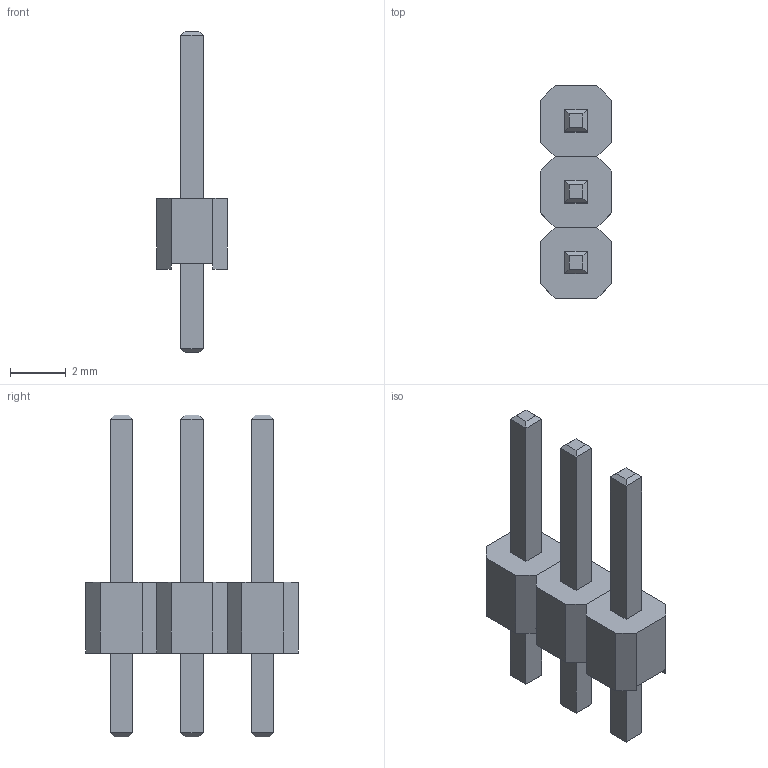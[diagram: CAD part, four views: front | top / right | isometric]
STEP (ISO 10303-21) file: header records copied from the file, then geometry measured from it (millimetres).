
FILE_DESCRIPTION(('FreeCAD Model'),'2;1');
FILE_NAME( '1x03.stp', '2014-10-21T22:21:29',('FreeCAD'),('FreeCAD'), 'Open CASCADE STEP processor 6.6','FreeCAD','Unknown');
FILE_SCHEMA(('AUTOMOTIVE_DESIGN_CC2 { 1 2 10303 214 -1 1 5 4 }'));
Length unit declared in the file: millimetre
Products named in the file (2): Array; Array001
Bounding box: 2.54 x 7.62 x 11.54 mm (x, y, z)
Volume: 60.2 mm3; surface area: 236.2 mm2
Topology: 6 solids, 6 shells, 96 faces, 216 edges, 132 vertices
Faces by surface type: plane 96
Entity records: 5430 total; most frequent: CARTESIAN_POINT 907, DIRECTION 812, LINE 618, VECTOR 618, ORIENTED_EDGE 432, PCURVE 432, DEFINITIONAL_REPRESENTATION 432, EDGE_CURVE 216
